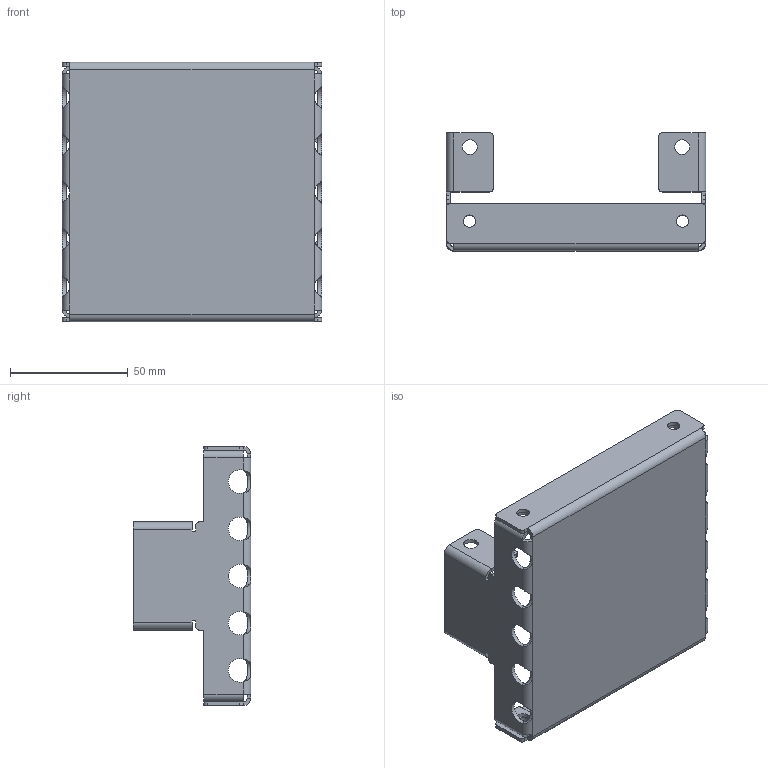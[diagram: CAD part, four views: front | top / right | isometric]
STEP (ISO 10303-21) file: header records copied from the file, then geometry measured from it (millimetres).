
FILE_DESCRIPTION(/* description */ (''),/* implementation_level */ '2;1');
FILE_NAME(/* name */ 'bedsm.stp',/* time_stamp */ '2016-10-30T22:26:16-07:00',/* author */ ('cruiser'),/* organization */ (''),/* preprocessor_version */ 'ST-DEVELOPER v15.2',/* originating_system */ 'Autodesk Inventor 2014',/* authorisation */ '');
FILE_SCHEMA (('AUTOMOTIVE_DESIGN { 1 0 10303 214 3 1 1 }'));
Length unit declared in the file: millimetre
Products named in the file (1): bedsm
Bounding box: 110 x 50 x 110 mm (x, y, z)
Volume: 37641.6 mm3; surface area: 49874.6 mm2
Topology: 1 solids, 1 shells, 214 faces, 560 edges, 328 vertices
Faces by surface type: plane 110, cylinder 94, bspline 10
Full cylindrical faces by diameter (mm): 5.25 x4, 6.35 x8
Entity records: 7036 total; most frequent: CARTESIAN_POINT 1781, ORIENTED_EDGE 1096, DIRECTION 1066, EDGE_CURVE 548, LINE 360, VECTOR 360, AXIS2_PLACEMENT_3D 353, VERTEX_POINT 328
